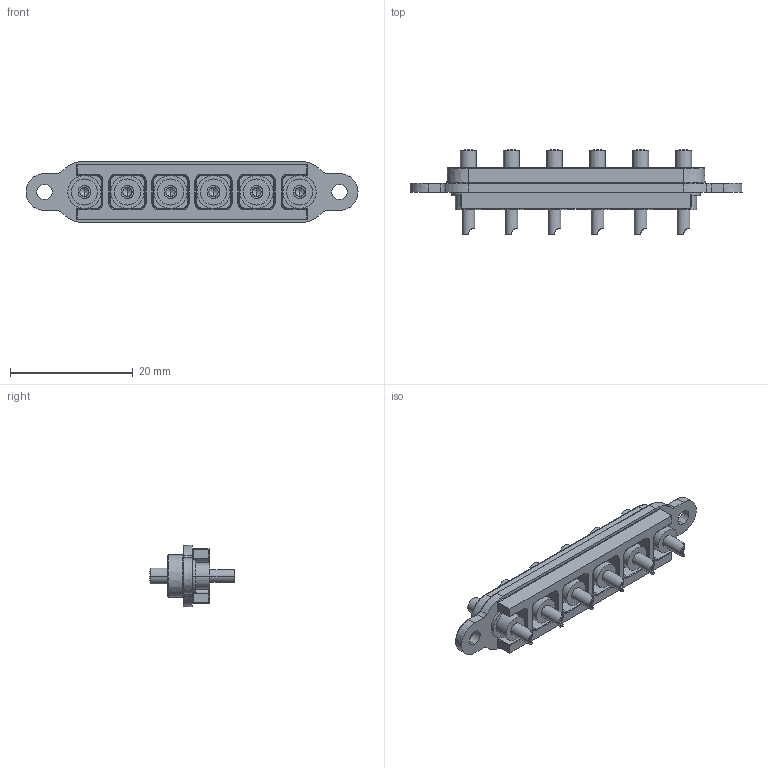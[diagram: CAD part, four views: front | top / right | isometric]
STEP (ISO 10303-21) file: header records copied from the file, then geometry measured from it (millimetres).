
FILE_DESCRIPTION (( 'STEP AP214' ), '1' );
FILE_NAME ('UEBK-30299.STEP', '2020-08-12T12:24:28', ( '' ), ( '' ), 'SwSTEP 2.0', 'SolidWorks 2020', '' );
FILE_SCHEMA (( 'AUTOMOTIVE_DESIGN' ));
Length unit declared in the file: millimetre
Products named in the file (3): UEBK-30299; UEBK-30304_2017_09_14; UEBK-30299-Gehäuse
Assembly tree (7 placements, depth 2):
  UEBK-30299
    UEBK-30299-Gehäuse
    UEBK-30304_2017_09_14  x6
Bounding box: 54 x 13.8 x 10 mm (x, y, z)
Volume: 2208.6 mm3; surface area: 3056.7 mm2
Topology: 7 solids, 7 shells, 478 faces, 1098 edges, 640 vertices
Faces by surface type: cylinder 210, bspline 110, cone 84, plane 74
Entity records: 13702 total; most frequent: CARTESIAN_POINT 3675, ORIENTED_EDGE 1428, DIRECTION 1284, EDGE_CURVE 714, AXIS2_PLACEMENT_3D 503, VERTEX_POINT 420, EDGE_LOOP 334, UNCERTAINTY_MEASURE_WITH_UNIT 315
